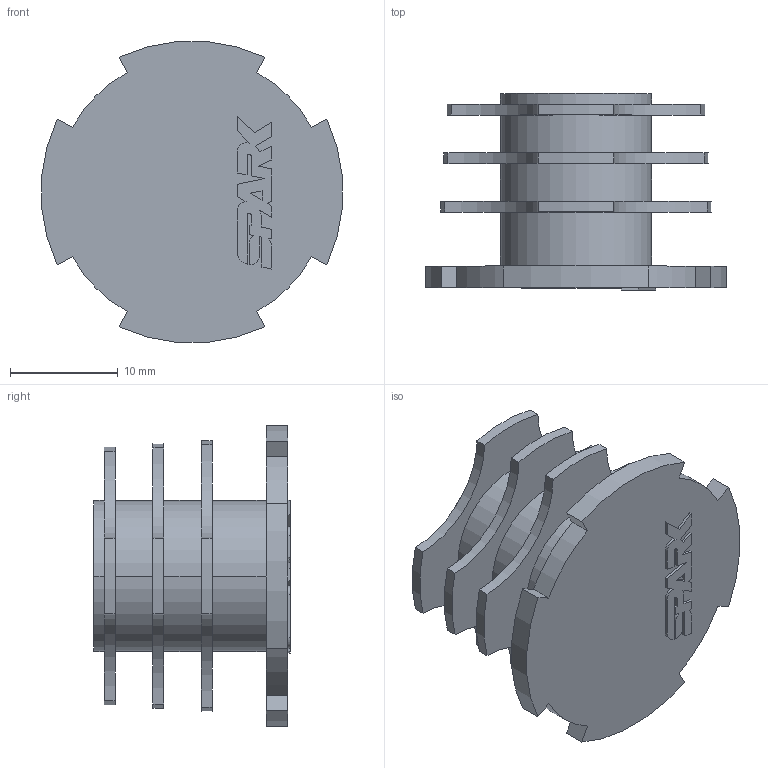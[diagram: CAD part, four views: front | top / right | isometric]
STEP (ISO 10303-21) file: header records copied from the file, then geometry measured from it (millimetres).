
FILE_DESCRIPTION(/* description */ (''),/* implementation_level */ '2;1');
FILE_NAME(/* name */ '60D-280-0.stp',/* time_stamp */ '2022-07-21T11:07:30-04:00',/* author */ ('aorselli'),/* organization */ (''),/* preprocessor_version */ 'ST-DEVELOPER v18.1',/* originating_system */ 'AutoCAD Mechanical',/* authorisation */ '');
FILE_SCHEMA (('AUTOMOTIVE_DESIGN { 1 0 10303 214 3 1 1 }'));
Length unit declared in the file: millimetre
Products named in the file (1): 60D-280-0
Bounding box: 27.88 x 18.25 x 27.88 mm (x, y, z)
Volume: 2472.9 mm3; surface area: 3947.8 mm2
Topology: 1 solids, 1 shells, 114 faces, 306 edges, 204 vertices
Faces by surface type: plane 63, cylinder 49, cone 2
Entity records: 3616 total; most frequent: DIRECTION 638, CARTESIAN_POINT 625, ORIENTED_EDGE 612, EDGE_CURVE 306, AXIS2_PLACEMENT_3D 217, LINE 204, VECTOR 204, VERTEX_POINT 204
